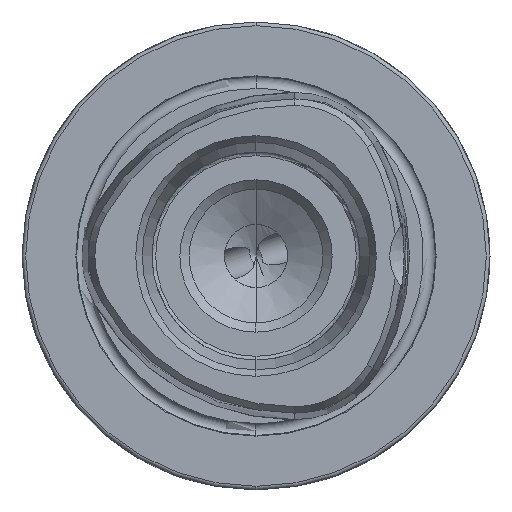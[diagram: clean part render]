
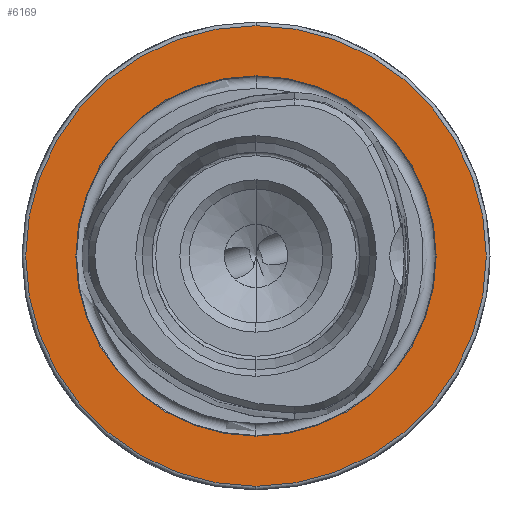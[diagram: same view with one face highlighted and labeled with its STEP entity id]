
A CAD part, left-side view. The second image highlights one B-rep face of the part: STEP entity #6169.
In plain terms, the highlighted planar face has unit normal (-1, 0, 0).
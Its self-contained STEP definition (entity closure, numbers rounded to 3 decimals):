
#254 = CIRCLE ( 'NONE', #8214, 31. ) ;
#307 = EDGE_LOOP ( 'NONE', ( #4366, #512 ) ) ;
#352 = EDGE_CURVE ( 'NONE', #8180, #7436, #4002, .T. ) ;
#464 = EDGE_CURVE ( 'NONE', #8584, #7389, #254, .T. ) ;
#501 = CARTESIAN_POINT ( 'NONE',  ( 0., 0., -24.25 ) ) ;
#512 = ORIENTED_EDGE ( 'NONE', *, *, #352, .F. ) ;
#928 = DIRECTION ( 'NONE',  ( 0., 0., -1. ) ) ;
#1121 = CIRCLE ( 'NONE', #8321, 31. ) ;
#1125 = CARTESIAN_POINT ( 'NONE',  ( 0., 0., 24.25 ) ) ;
#2017 = CARTESIAN_POINT ( 'NONE',  ( 0., 0., 0. ) ) ;
#2255 = EDGE_CURVE ( 'NONE', #7389, #8584, #1121, .T. ) ;
#2453 = DIRECTION ( 'NONE',  ( 0., 0., 1. ) ) ;
#2769 = DIRECTION ( 'NONE',  ( 0., 0., 1. ) ) ;
#3245 = DIRECTION ( 'NONE',  ( 1., 0., 0. ) ) ;
#3376 = DIRECTION ( 'NONE',  ( 0., 0., 1. ) ) ;
#3493 = AXIS2_PLACEMENT_3D ( 'NONE', #5434, #3245, #928 ) ;
#3878 = CARTESIAN_POINT ( 'NONE',  ( 0., 0., 0. ) ) ;
#3908 = AXIS2_PLACEMENT_3D ( 'NONE', #7814, #7018, #3376 ) ;
#3943 = DIRECTION ( 'NONE',  ( -1., 0., 0. ) ) ;
#4002 = CIRCLE ( 'NONE', #3908, 24.25 ) ;
#4366 = ORIENTED_EDGE ( 'NONE', *, *, #7313, .F. ) ;
#4699 = FACE_OUTER_BOUND ( 'NONE', #6261, .T. ) ;
#5434 = CARTESIAN_POINT ( 'NONE',  ( 0., 24.25, 0. ) ) ;
#5492 = CIRCLE ( 'NONE', #8047, 24.25 ) ;
#5814 = CARTESIAN_POINT ( 'NONE',  ( 0., 0., -31. ) ) ;
#6169 = ADVANCED_FACE ( 'NONE', ( #6903, #4699 ), #7019, .F. ) ;
#6185 = CARTESIAN_POINT ( 'NONE',  ( 0., 0., 31. ) ) ;
#6261 = EDGE_LOOP ( 'NONE', ( #6931, #9332 ) ) ;
#6903 = FACE_BOUND ( 'NONE', #307, .T. ) ;
#6931 = ORIENTED_EDGE ( 'NONE', *, *, #2255, .T. ) ;
#7018 = DIRECTION ( 'NONE',  ( -1., 0., 0. ) ) ;
#7019 = PLANE ( 'NONE',  #3493 ) ;
#7313 = EDGE_CURVE ( 'NONE', #7436, #8180, #5492, .T. ) ;
#7389 = VERTEX_POINT ( 'NONE', #6185 ) ;
#7436 = VERTEX_POINT ( 'NONE', #1125 ) ;
#7678 = CARTESIAN_POINT ( 'NONE',  ( 0., 0., 0. ) ) ;
#7814 = CARTESIAN_POINT ( 'NONE',  ( 0., 0., 0. ) ) ;
#7877 = DIRECTION ( 'NONE',  ( -1., 0., 0. ) ) ;
#8047 = AXIS2_PLACEMENT_3D ( 'NONE', #7678, #3943, #8536 ) ;
#8180 = VERTEX_POINT ( 'NONE', #501 ) ;
#8214 = AXIS2_PLACEMENT_3D ( 'NONE', #2017, #7877, #2769 ) ;
#8321 = AXIS2_PLACEMENT_3D ( 'NONE', #3878, #9064, #2453 ) ;
#8536 = DIRECTION ( 'NONE',  ( 0., 0., 1. ) ) ;
#8584 = VERTEX_POINT ( 'NONE', #5814 ) ;
#9064 = DIRECTION ( 'NONE',  ( -1., 0., 0. ) ) ;
#9332 = ORIENTED_EDGE ( 'NONE', *, *, #464, .T. ) ;
